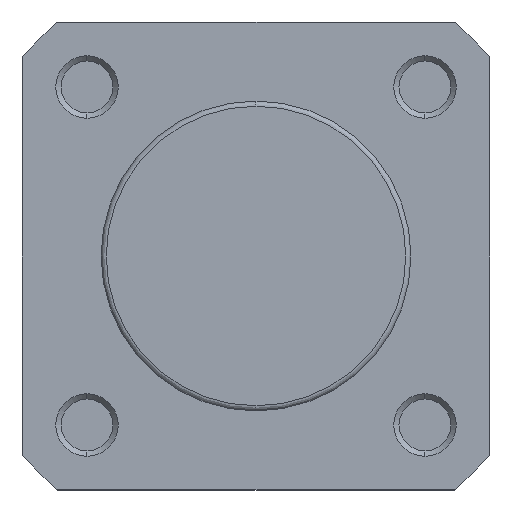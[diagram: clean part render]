
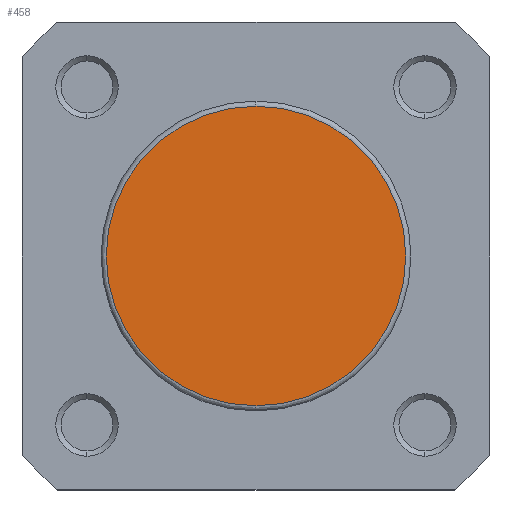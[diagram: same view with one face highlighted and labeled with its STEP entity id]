
A CAD part, left-side view. The second image highlights one B-rep face of the part: STEP entity #458.
In plain terms, the highlighted planar face has unit normal (-1, 0, 0).
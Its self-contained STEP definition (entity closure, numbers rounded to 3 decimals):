
#98 = ORIENTED_EDGE ( 'NONE', *, *, #5846, .T. ) ;
#143 = ORIENTED_EDGE ( 'NONE', *, *, #5963, .T. ) ;
#458 = ADVANCED_FACE ( 'NONE', ( #4082 ), #5028, .T. ) ;
#1297 = CIRCLE ( 'NONE', #5613, 14.4 ) ;
#1490 = CIRCLE ( 'NONE', #5651, 14.4 ) ;
#1879 = CARTESIAN_POINT ( 'NONE',  ( 0., 0., -14.4 ) ) ;
#1880 = CARTESIAN_POINT ( 'NONE',  ( 0., 0., 14.4 ) ) ;
#2405 = CARTESIAN_POINT ( 'NONE',  ( 0., 0., 0. ) ) ;
#2415 = DIRECTION ( 'NONE',  ( -1., 0., 0. ) ) ;
#2416 = DIRECTION ( 'NONE',  ( 0., 0., 1. ) ) ;
#2688 = CARTESIAN_POINT ( 'NONE',  ( 0., 0., 0. ) ) ;
#2689 = DIRECTION ( 'NONE',  ( -1., 0., 0. ) ) ;
#2690 = DIRECTION ( 'NONE',  ( 0., 0., 1. ) ) ;
#3545 = EDGE_LOOP ( 'NONE', ( #143, #98 ) ) ;
#4082 = FACE_OUTER_BOUND ( 'NONE', #3545, .T. ) ;
#4229 = VERTEX_POINT ( 'NONE', #1879 ) ;
#4230 = VERTEX_POINT ( 'NONE', #1880 ) ;
#5027 = CARTESIAN_POINT ( 'NONE',  ( 0., -14.9, 0. ) ) ;
#5028 = PLANE ( 'NONE',  #6230 ) ;
#5029 = DIRECTION ( 'NONE',  ( -1., 0., 0. ) ) ;
#5030 = DIRECTION ( 'NONE',  ( 0., 0., 1. ) ) ;
#5613 = AXIS2_PLACEMENT_3D ( 'NONE', #2405, #2415, #2416 ) ;
#5651 = AXIS2_PLACEMENT_3D ( 'NONE', #2688, #2689, #2690 ) ;
#5846 = EDGE_CURVE ( 'NONE', #4229, #4230, #1297, .T. ) ;
#5963 = EDGE_CURVE ( 'NONE', #4230, #4229, #1490, .T. ) ;
#6230 = AXIS2_PLACEMENT_3D ( 'NONE', #5027, #5029, #5030 ) ;
